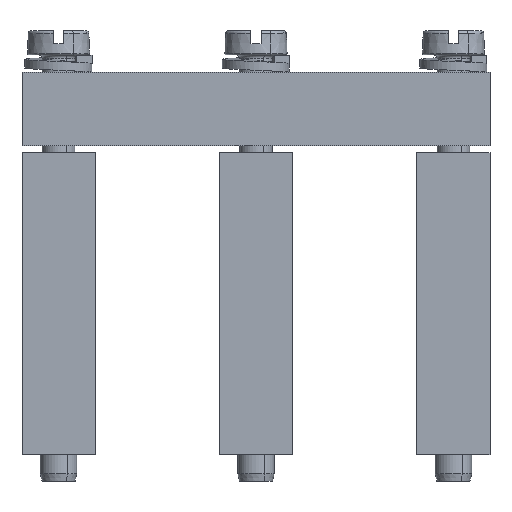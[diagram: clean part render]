
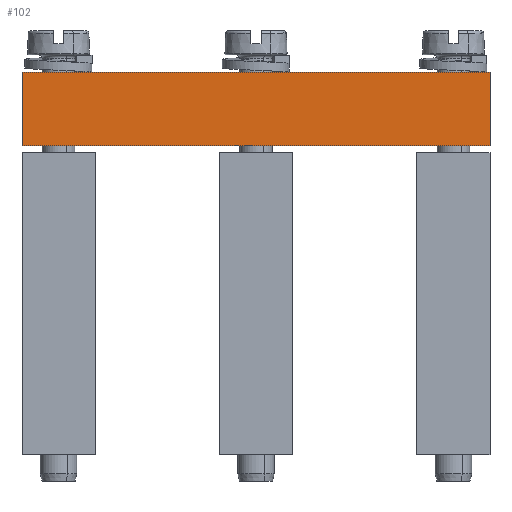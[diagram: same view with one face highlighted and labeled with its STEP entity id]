
A CAD part, front view. The second image highlights one B-rep face of the part: STEP entity #102.
In plain terms, the highlighted planar face has unit normal (0, -1, 0).
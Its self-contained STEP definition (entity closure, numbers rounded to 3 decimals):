
#75=AXIS2_PLACEMENT_3D('Plane Axis2P3D',#72,#73,#74) ;
#37=CARTESIAN_POINT('Line Origine',(64.,0.,50.9)) ;
#41=CARTESIAN_POINT('Vertex',(64.,0.,45.9)) ;
#43=CARTESIAN_POINT('Vertex',(64.,0.,55.9)) ;
#72=CARTESIAN_POINT('Axis2P3D Location',(64.,0.,45.9)) ;
#77=CARTESIAN_POINT('Line Origine',(0.,0.,50.9)) ;
#81=CARTESIAN_POINT('Vertex',(0.,0.,45.9)) ;
#83=CARTESIAN_POINT('Vertex',(0.,0.,55.9)) ;
#86=CARTESIAN_POINT('Line Origine',(32.,0.,45.9)) ;
#91=CARTESIAN_POINT('Line Origine',(32.,0.,55.9)) ;
#38=DIRECTION('Vector Direction',(0.,0.,1.)) ;
#73=DIRECTION('Axis2P3D Direction',(0.,1.,-0.)) ;
#74=DIRECTION('Axis2P3D XDirection',(-1.,0.,0.)) ;
#78=DIRECTION('Vector Direction',(0.,0.,1.)) ;
#87=DIRECTION('Vector Direction',(-1.,0.,0.)) ;
#92=DIRECTION('Vector Direction',(-1.,0.,0.)) ;
#39=VECTOR('Line Direction',#38,1.) ;
#79=VECTOR('Line Direction',#78,1.) ;
#88=VECTOR('Line Direction',#87,1.) ;
#93=VECTOR('Line Direction',#92,1.) ;
#97=ORIENTED_EDGE('',*,*,#85,.F.) ;
#98=ORIENTED_EDGE('',*,*,#90,.T.) ;
#99=ORIENTED_EDGE('',*,*,#45,.T.) ;
#100=ORIENTED_EDGE('',*,*,#95,.F.) ;
#102=ADVANCED_FACE('15575_QL_3_WQV70_95.1\\Koerper.2',(#101),#76,.F.) ;
#45=EDGE_CURVE('',#42,#44,#40,.T.) ;
#85=EDGE_CURVE('',#82,#84,#80,.T.) ;
#90=EDGE_CURVE('',#82,#42,#89,.F.) ;
#95=EDGE_CURVE('',#84,#44,#94,.F.) ;
#96=EDGE_LOOP('',(#97,#98,#99,#100)) ;
#101=FACE_OUTER_BOUND('',#96,.T.) ;
#40=LINE('Line',#37,#39) ;
#80=LINE('Line',#77,#79) ;
#89=LINE('Line',#86,#88) ;
#94=LINE('Line',#91,#93) ;
#76=PLANE('',#75) ;
#42=VERTEX_POINT('',#41) ;
#44=VERTEX_POINT('',#43) ;
#82=VERTEX_POINT('',#81) ;
#84=VERTEX_POINT('',#83) ;
